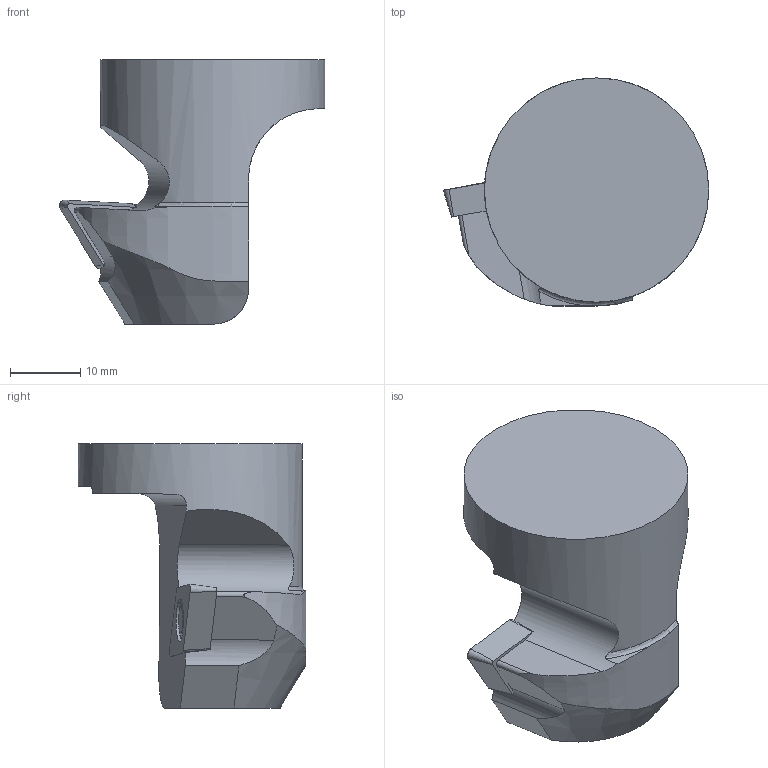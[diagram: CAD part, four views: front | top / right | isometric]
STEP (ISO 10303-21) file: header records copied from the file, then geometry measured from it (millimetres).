
FILE_DESCRIPTION(/* description */ (''),/* implementation_level */ '2;1');
FILE_NAME(/* name */ '1641530936008.stp',/* time_stamp */ '2022-01-07T10:19:13+06:00',/* author */ (''),/* organization */ ('SMS'),/* preprocessor_version */ 'ST-DEVELOPER v16.7',/* originating_system */ 'SIEMENS PLM Software NX 12.0',/* authorisation */ '');
FILE_SCHEMA (('AUTOMOTIVE_DESIGN { 1 0 10303 214 3 1 1 1 }'));
Length unit declared in the file: millimetre
Products named in the file (4): IsoTurningInsert; ASSEMBLY_CONSTRUCTION; 203876164mod000_00; 201688221mod000_01
Assembly tree (3 placements, depth 2):
  201688221mod000_01
    203876164mod000_00
    ASSEMBLY_CONSTRUCTION
    IsoTurningInsert
Bounding box: 37.87 x 32.51 x 37.67 mm (x, y, z)
Volume: 15844.9 mm3; surface area: 4974.8 mm2
Topology: 2 solids, 2 shells, 51 faces, 136 edges, 97 vertices
Faces by surface type: plane 23, cylinder 11, cone 10, torus 5, extrusion 1, sphere 1
Full cylindrical faces by diameter (mm): 4.4 x2, 5.25 x1, 32 x1
Entity records: 1963 total; most frequent: CARTESIAN_POINT 600, DIRECTION 262, ORIENTED_EDGE 236, EDGE_CURVE 118, AXIS2_PLACEMENT_3D 106, VERTEX_POINT 84, EDGE_LOOP 66, ADVANCED_FACE 51
